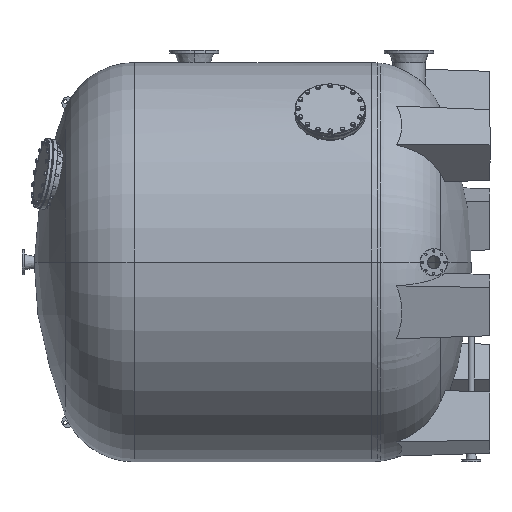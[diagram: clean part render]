
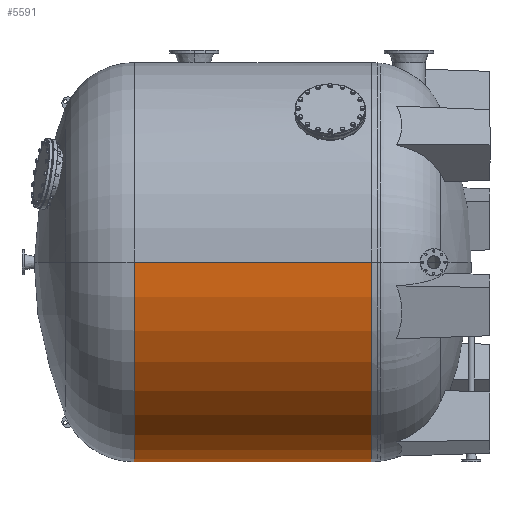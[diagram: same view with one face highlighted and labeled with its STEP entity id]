
A CAD part, left-side view. The second image highlights one B-rep face of the part: STEP entity #5591.
In plain terms, the highlighted cylindrical face has radius 1600 mm (diameter 3200 mm), a partial arc.
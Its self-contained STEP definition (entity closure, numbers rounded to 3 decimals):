
#2105 = EDGE_CURVE ( 'NONE', #20695, #9018, #7436, .T. ) ;
#2372 = LINE ( 'NONE', #26698, #59823 ) ;
#2451 = CARTESIAN_POINT ( 'NONE',  ( -1696.222, -868.046, 29.066 ) ) ;
#4311 = AXIS2_PLACEMENT_3D ( 'NONE', #5786, #10333, #49625 ) ;
#5591 = ADVANCED_FACE ( 'NONE', ( #7529 ), #27576, .T. ) ;
#5786 = CARTESIAN_POINT ( 'NONE',  ( -96.222, -868.046, 29.066 ) ) ;
#7306 = DIRECTION ( 'NONE',  ( 0., 1., 0. ) ) ;
#7436 = CIRCLE ( 'NONE', #4311, 1600. ) ;
#7529 = FACE_OUTER_BOUND ( 'NONE', #43176, .T. ) ;
#7636 = CARTESIAN_POINT ( 'NONE',  ( -1696.222, 1031.954, 29.066 ) ) ;
#9018 = VERTEX_POINT ( 'NONE', #2451 ) ;
#10333 = DIRECTION ( 'NONE',  ( 0., 1., 0. ) ) ;
#10419 = CARTESIAN_POINT ( 'NONE',  ( -96.222, 1831.954, 29.066 ) ) ;
#13179 = LINE ( 'NONE', #52504, #61002 ) ;
#14292 = CIRCLE ( 'NONE', #64558, 1600. ) ;
#14666 = DIRECTION ( 'NONE',  ( -1., 0., 0. ) ) ;
#18356 = DIRECTION ( 'NONE',  ( 0., 1., 0. ) ) ;
#18993 = DIRECTION ( 'NONE',  ( -1., 0., 0. ) ) ;
#20695 = VERTEX_POINT ( 'NONE', #20832 ) ;
#20832 = CARTESIAN_POINT ( 'NONE',  ( 1503.778, -868.046, 29.066 ) ) ;
#21812 = EDGE_CURVE ( 'NONE', #20695, #33380, #13179, .T. ) ;
#22954 = EDGE_CURVE ( 'NONE', #33380, #52990, #14292, .T. ) ;
#26698 = CARTESIAN_POINT ( 'NONE',  ( -1696.222, 1831.954, 29.066 ) ) ;
#27576 = CYLINDRICAL_SURFACE ( 'NONE', #62453, 1600. ) ;
#31229 = ORIENTED_EDGE ( 'NONE', *, *, #2105, .T. ) ;
#31334 = ORIENTED_EDGE ( 'NONE', *, *, #22954, .F. ) ;
#32081 = ORIENTED_EDGE ( 'NONE', *, *, #33197, .T. ) ;
#33197 = EDGE_CURVE ( 'NONE', #9018, #52990, #2372, .T. ) ;
#33380 = VERTEX_POINT ( 'NONE', #37405 ) ;
#37405 = CARTESIAN_POINT ( 'NONE',  ( 1503.778, 1031.954, 29.066 ) ) ;
#43176 = EDGE_LOOP ( 'NONE', ( #59412, #31229, #32081, #31334 ) ) ;
#49625 = DIRECTION ( 'NONE',  ( -1., 0., 0. ) ) ;
#52504 = CARTESIAN_POINT ( 'NONE',  ( 1503.778, 1831.954, 29.066 ) ) ;
#52990 = VERTEX_POINT ( 'NONE', #7636 ) ;
#53372 = CARTESIAN_POINT ( 'NONE',  ( -96.222, 1031.954, 29.066 ) ) ;
#55017 = DIRECTION ( 'NONE',  ( 0., 1., 0. ) ) ;
#59412 = ORIENTED_EDGE ( 'NONE', *, *, #21812, .F. ) ;
#59823 = VECTOR ( 'NONE', #61729, 1000. ) ;
#61002 = VECTOR ( 'NONE', #7306, 1000. ) ;
#61729 = DIRECTION ( 'NONE',  ( 0., 1., 0. ) ) ;
#62453 = AXIS2_PLACEMENT_3D ( 'NONE', #10419, #55017, #14666 ) ;
#64558 = AXIS2_PLACEMENT_3D ( 'NONE', #53372, #18356, #18993 ) ;
